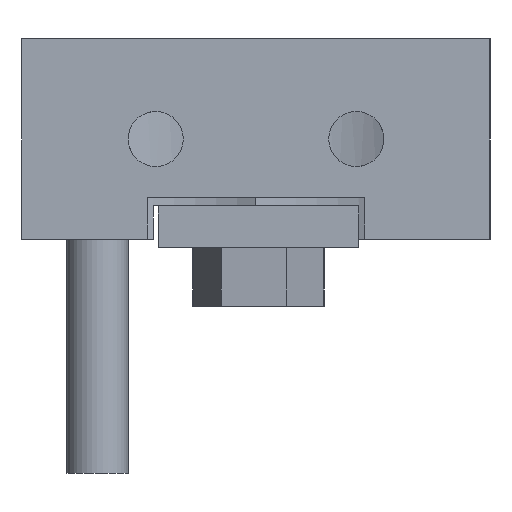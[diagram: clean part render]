
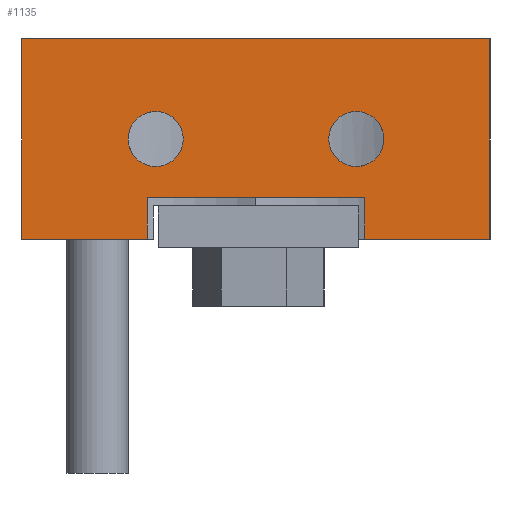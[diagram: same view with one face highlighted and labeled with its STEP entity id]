
A CAD part, left-side view. The second image highlights one B-rep face of the part: STEP entity #1135.
In plain terms, the highlighted planar face has unit normal (-1, 0, 0).
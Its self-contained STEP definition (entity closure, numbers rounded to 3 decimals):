
#26=PLANE('',#1245);
#60=FACE_BOUND('',#158,.T.);
#61=FACE_BOUND('',#159,.T.);
#95=FACE_OUTER_BOUND('',#157,.T.);
#157=EDGE_LOOP('',(#915,#916,#917,#918,#919,#920,#921,#922));
#158=EDGE_LOOP('',(#923,#924));
#159=EDGE_LOOP('',(#925,#926));
#212=LINE('',#1773,#337);
#224=LINE('',#1805,#349);
#245=LINE('',#1858,#370);
#246=LINE('',#1862,#371);
#247=LINE('',#1864,#372);
#248=LINE('',#1865,#373);
#249=LINE('',#1867,#374);
#250=LINE('',#1868,#375);
#337=VECTOR('',#1375,1000.);
#349=VECTOR('',#1405,1000.);
#370=VECTOR('',#1458,1000.);
#371=VECTOR('',#1461,1000.);
#372=VECTOR('',#1462,1000.);
#373=VECTOR('',#1463,1000.);
#374=VECTOR('',#1464,1000.);
#375=VECTOR('',#1465,1000.);
#449=CIRCLE('',#1192,1.65);
#450=CIRCLE('',#1193,1.65);
#451=CIRCLE('',#1195,1.65);
#452=CIRCLE('',#1196,1.65);
#497=VERTEX_POINT('',#1704);
#498=VERTEX_POINT('',#1706);
#499=VERTEX_POINT('',#1710);
#500=VERTEX_POINT('',#1712);
#522=VERTEX_POINT('',#1770);
#523=VERTEX_POINT('',#1772);
#534=VERTEX_POINT('',#1804);
#550=VERTEX_POINT('',#1856);
#551=VERTEX_POINT('',#1860);
#552=VERTEX_POINT('',#1861);
#553=VERTEX_POINT('',#1863);
#554=VERTEX_POINT('',#1866);
#615=EDGE_CURVE('',#497,#498,#449,.T.);
#616=EDGE_CURVE('',#498,#497,#450,.T.);
#618=EDGE_CURVE('',#499,#500,#451,.T.);
#619=EDGE_CURVE('',#500,#499,#452,.T.);
#647=EDGE_CURVE('',#523,#522,#212,.T.);
#663=EDGE_CURVE('',#523,#534,#224,.T.);
#691=EDGE_CURVE('',#534,#550,#245,.T.);
#692=EDGE_CURVE('',#551,#552,#246,.T.);
#693=EDGE_CURVE('',#553,#551,#247,.T.);
#694=EDGE_CURVE('',#553,#550,#248,.T.);
#695=EDGE_CURVE('',#522,#554,#249,.T.);
#696=EDGE_CURVE('',#552,#554,#250,.T.);
#915=ORIENTED_EDGE('',*,*,#692,.F.);
#916=ORIENTED_EDGE('',*,*,#693,.F.);
#917=ORIENTED_EDGE('',*,*,#694,.T.);
#918=ORIENTED_EDGE('',*,*,#691,.F.);
#919=ORIENTED_EDGE('',*,*,#663,.F.);
#920=ORIENTED_EDGE('',*,*,#647,.T.);
#921=ORIENTED_EDGE('',*,*,#695,.T.);
#922=ORIENTED_EDGE('',*,*,#696,.F.);
#923=ORIENTED_EDGE('',*,*,#616,.F.);
#924=ORIENTED_EDGE('',*,*,#615,.F.);
#925=ORIENTED_EDGE('',*,*,#619,.F.);
#926=ORIENTED_EDGE('',*,*,#618,.F.);
#1135=ADVANCED_FACE('',(#95,#60,#61),#26,.F.);
#1192=AXIS2_PLACEMENT_3D('',#1707,#1306,#1307);
#1193=AXIS2_PLACEMENT_3D('',#1708,#1308,#1309);
#1195=AXIS2_PLACEMENT_3D('',#1713,#1313,#1314);
#1196=AXIS2_PLACEMENT_3D('',#1714,#1315,#1316);
#1245=AXIS2_PLACEMENT_3D('',#1859,#1459,#1460);
#1306=DIRECTION('center_axis',(-1.,0.,0.));
#1307=DIRECTION('ref_axis',(0.,0.,1.));
#1308=DIRECTION('center_axis',(-1.,0.,0.));
#1309=DIRECTION('ref_axis',(0.,0.,1.));
#1313=DIRECTION('center_axis',(-1.,0.,0.));
#1314=DIRECTION('ref_axis',(0.,0.,1.));
#1315=DIRECTION('center_axis',(-1.,0.,0.));
#1316=DIRECTION('ref_axis',(0.,0.,1.));
#1375=DIRECTION('',(0.,0.,-1.));
#1405=DIRECTION('',(0.,-1.,0.));
#1458=DIRECTION('',(0.,0.,-1.));
#1459=DIRECTION('center_axis',(1.,0.,0.));
#1460=DIRECTION('ref_axis',(0.,0.,-1.));
#1461=DIRECTION('',(0.,1.,0.));
#1462=DIRECTION('',(0.,0.,1.));
#1463=DIRECTION('',(0.,-1.,0.));
#1464=DIRECTION('',(0.,-1.,0.));
#1465=DIRECTION('',(0.,0.,-1.));
#1704=CARTESIAN_POINT('',(-43.718,13.355,97.35));
#1706=CARTESIAN_POINT('',(-43.718,13.355,100.65));
#1707=CARTESIAN_POINT('Origin',(-43.718,13.355,99.));
#1708=CARTESIAN_POINT('Origin',(-43.718,13.355,99.));
#1710=CARTESIAN_POINT('',(-43.718,1.355,97.35));
#1712=CARTESIAN_POINT('',(-43.718,1.355,100.65));
#1713=CARTESIAN_POINT('Origin',(-43.718,1.355,99.));
#1714=CARTESIAN_POINT('Origin',(-43.718,1.355,99.));
#1770=CARTESIAN_POINT('',(-43.718,21.355,93.));
#1772=CARTESIAN_POINT('',(-43.718,21.355,105.));
#1773=CARTESIAN_POINT('',(-43.718,21.355,105.));
#1804=CARTESIAN_POINT('',(-43.718,-6.645,105.));
#1805=CARTESIAN_POINT('',(-43.718,-6.645,105.));
#1856=CARTESIAN_POINT('',(-43.718,-6.645,93.));
#1858=CARTESIAN_POINT('',(-43.718,-6.645,105.));
#1859=CARTESIAN_POINT('Origin',(-43.718,-6.645,105.));
#1860=CARTESIAN_POINT('',(-43.718,0.855,95.5));
#1861=CARTESIAN_POINT('',(-43.718,13.855,95.5));
#1862=CARTESIAN_POINT('',(-43.718,0.855,95.5));
#1863=CARTESIAN_POINT('',(-43.718,0.855,93.));
#1864=CARTESIAN_POINT('',(-43.718,0.855,90.5));
#1865=CARTESIAN_POINT('',(-43.718,-6.645,93.));
#1866=CARTESIAN_POINT('',(-43.718,13.855,93.));
#1867=CARTESIAN_POINT('',(-43.718,-6.645,93.));
#1868=CARTESIAN_POINT('',(-43.718,13.855,90.5));
